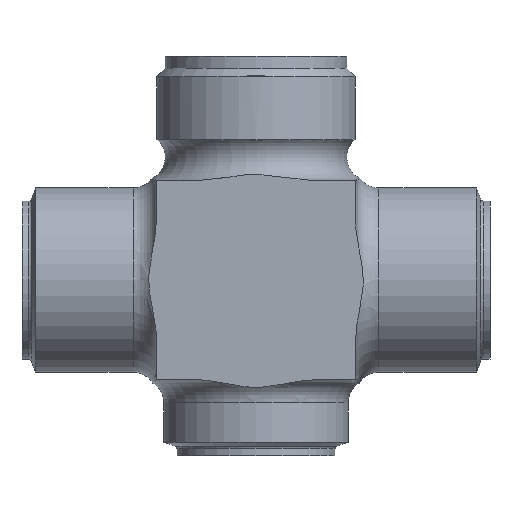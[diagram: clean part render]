
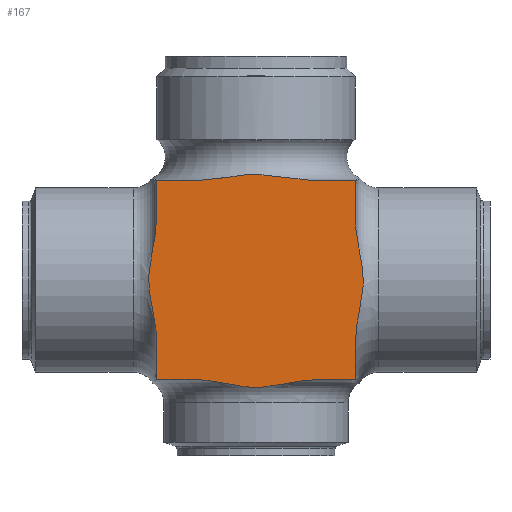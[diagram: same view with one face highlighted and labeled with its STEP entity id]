
A CAD part, front view. The second image highlights one B-rep face of the part: STEP entity #167.
In plain terms, the highlighted planar face has unit normal (0, -1, 0).
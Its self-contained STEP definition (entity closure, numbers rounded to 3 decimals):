
#46=PLANE('',#941);
#167=ADVANCED_FACE('',(#244),#46,.F.);
#244=FACE_OUTER_BOUND('',#276,.T.);
#276=EDGE_LOOP('',(#478,#479,#480,#481,#482,#483,#484,#485,#486,#487,#488,
#489));
#430=B_SPLINE_CURVE_WITH_KNOTS('',3,(#1447,#1448,#1449,#1450,#1451,#1452),
 .UNSPECIFIED.,.F.,.F.,(4,2,4),(0.,0.5,1.),.UNSPECIFIED.);
#436=B_SPLINE_CURVE_WITH_KNOTS('',3,(#1518,#1519,#1520,#1521,#1522,#1523,
#1524,#1525,#1526,#1527),.UNSPECIFIED.,.F.,.F.,(4,2,2,2,4),(0.,0.25,0.5,
0.75,1.),.UNSPECIFIED.);
#437=B_SPLINE_CURVE_WITH_KNOTS('',3,(#1533,#1534,#1535,#1536,#1537,#1538,
#1539,#1540,#1541,#1542),.UNSPECIFIED.,.F.,.F.,(4,2,2,2,4),(0.,0.25,0.5,
0.75,1.),.UNSPECIFIED.);
#438=B_SPLINE_CURVE_WITH_KNOTS('',3,(#1548,#1549,#1550,#1551,#1552,#1553,
#1554,#1555,#1556,#1557),.UNSPECIFIED.,.F.,.F.,(4,2,2,2,4),(0.,0.25,0.5,
0.75,1.),.UNSPECIFIED.);
#478=ORIENTED_EDGE('',*,*,#776,.F.);
#479=ORIENTED_EDGE('',*,*,#777,.F.);
#480=ORIENTED_EDGE('',*,*,#778,.F.);
#481=ORIENTED_EDGE('',*,*,#779,.F.);
#482=ORIENTED_EDGE('',*,*,#780,.T.);
#483=ORIENTED_EDGE('',*,*,#781,.T.);
#484=ORIENTED_EDGE('',*,*,#782,.T.);
#485=ORIENTED_EDGE('',*,*,#783,.F.);
#486=ORIENTED_EDGE('',*,*,#784,.F.);
#487=ORIENTED_EDGE('',*,*,#785,.F.);
#488=ORIENTED_EDGE('',*,*,#786,.F.);
#489=ORIENTED_EDGE('',*,*,#762,.F.);
#678=VERTEX_POINT('',#1453);
#679=VERTEX_POINT('',#1454);
#690=VERTEX_POINT('',#1515);
#691=VERTEX_POINT('',#1517);
#692=VERTEX_POINT('',#1528);
#693=VERTEX_POINT('',#1530);
#694=VERTEX_POINT('',#1532);
#695=VERTEX_POINT('',#1543);
#696=VERTEX_POINT('',#1545);
#697=VERTEX_POINT('',#1547);
#698=VERTEX_POINT('',#1558);
#699=VERTEX_POINT('',#1560);
#762=EDGE_CURVE('',#678,#679,#430,.T.);
#776=EDGE_CURVE('',#690,#678,#866,.T.);
#777=EDGE_CURVE('',#691,#690,#867,.T.);
#778=EDGE_CURVE('',#692,#691,#436,.T.);
#779=EDGE_CURVE('',#693,#692,#868,.T.);
#780=EDGE_CURVE('',#693,#694,#869,.T.);
#781=EDGE_CURVE('',#694,#695,#437,.T.);
#782=EDGE_CURVE('',#695,#696,#870,.T.);
#783=EDGE_CURVE('',#697,#696,#871,.T.);
#784=EDGE_CURVE('',#698,#697,#438,.T.);
#785=EDGE_CURVE('',#699,#698,#872,.T.);
#786=EDGE_CURVE('',#679,#699,#873,.T.);
#866=LINE('',#1514,#896);
#867=LINE('',#1516,#897);
#868=LINE('',#1529,#898);
#869=LINE('',#1531,#899);
#870=LINE('',#1544,#900);
#871=LINE('',#1546,#901);
#872=LINE('',#1559,#902);
#873=LINE('',#1561,#903);
#896=VECTOR('',#1086,1.);
#897=VECTOR('',#1087,1.);
#898=VECTOR('',#1088,1.);
#899=VECTOR('',#1089,1.);
#900=VECTOR('',#1090,1.);
#901=VECTOR('',#1091,1.);
#902=VECTOR('',#1092,1.);
#903=VECTOR('',#1093,1.);
#941=AXIS2_PLACEMENT_3D('',#1562,#1094,#1095);
#1086=DIRECTION('',(1.,0.,0.));
#1087=DIRECTION('',(0.,0.,1.));
#1088=DIRECTION('',(0.,0.,1.));
#1089=DIRECTION('',(1.,0.,0.));
#1090=DIRECTION('',(1.,0.,0.));
#1091=DIRECTION('',(0.,0.,-1.));
#1092=DIRECTION('',(0.,0.,-1.));
#1093=DIRECTION('',(1.,0.,0.));
#1094=DIRECTION('',(0.,1.,0.));
#1095=DIRECTION('',(0.,0.,1.));
#1447=CARTESIAN_POINT('',(-19.969,-33.5,34.));
#1448=CARTESIAN_POINT('',(-13.269,-33.5,34.));
#1449=CARTESIAN_POINT('',(-6.633,-33.5,36.207));
#1450=CARTESIAN_POINT('',(6.808,-33.5,36.174));
#1451=CARTESIAN_POINT('',(13.307,-33.5,34.));
#1452=CARTESIAN_POINT('',(19.969,-33.5,34.));
#1453=CARTESIAN_POINT('',(-19.969,-33.5,34.));
#1454=CARTESIAN_POINT('',(19.969,-33.5,34.));
#1514=CARTESIAN_POINT('',(0.,-33.5,34.));
#1515=CARTESIAN_POINT('',(-34.,-33.5,34.));
#1516=CARTESIAN_POINT('',(-34.,-33.5,0.));
#1517=CARTESIAN_POINT('',(-34.,-33.5,20.928));
#1518=CARTESIAN_POINT('',(-34.,-33.5,-20.928));
#1519=CARTESIAN_POINT('',(-34.,-33.5,-17.389));
#1520=CARTESIAN_POINT('',(-34.651,-33.5,-13.868));
#1521=CARTESIAN_POINT('',(-36.021,-33.5,-6.905));
#1522=CARTESIAN_POINT('',(-36.725,-33.5,-3.391));
#1523=CARTESIAN_POINT('',(-36.691,-33.5,3.677));
#1524=CARTESIAN_POINT('',(-35.98,-33.5,7.109));
#1525=CARTESIAN_POINT('',(-34.63,-33.5,13.984));
#1526=CARTESIAN_POINT('',(-34.,-33.5,17.436));
#1527=CARTESIAN_POINT('',(-34.,-33.5,20.928));
#1528=CARTESIAN_POINT('',(-34.,-33.5,-20.928));
#1529=CARTESIAN_POINT('',(-34.,-33.5,0.));
#1530=CARTESIAN_POINT('',(-34.,-33.5,-34.));
#1531=CARTESIAN_POINT('',(0.,-33.5,-34.));
#1532=CARTESIAN_POINT('',(-20.928,-33.5,-34.));
#1533=CARTESIAN_POINT('',(-20.928,-33.5,-34.));
#1534=CARTESIAN_POINT('',(-17.389,-33.5,-34.));
#1535=CARTESIAN_POINT('',(-13.868,-33.5,-34.651));
#1536=CARTESIAN_POINT('',(-6.905,-33.5,-36.021));
#1537=CARTESIAN_POINT('',(-3.391,-33.5,-36.725));
#1538=CARTESIAN_POINT('',(3.677,-33.5,-36.691));
#1539=CARTESIAN_POINT('',(7.109,-33.5,-35.98));
#1540=CARTESIAN_POINT('',(13.984,-33.5,-34.63));
#1541=CARTESIAN_POINT('',(17.436,-33.5,-34.));
#1542=CARTESIAN_POINT('',(20.928,-33.5,-34.));
#1543=CARTESIAN_POINT('',(20.928,-33.5,-34.));
#1544=CARTESIAN_POINT('',(0.,-33.5,-34.));
#1545=CARTESIAN_POINT('',(34.,-33.5,-34.));
#1546=CARTESIAN_POINT('',(34.,-33.5,0.));
#1547=CARTESIAN_POINT('',(34.,-33.5,-20.928));
#1548=CARTESIAN_POINT('',(34.,-33.5,20.928));
#1549=CARTESIAN_POINT('',(34.,-33.5,17.389));
#1550=CARTESIAN_POINT('',(34.651,-33.5,13.868));
#1551=CARTESIAN_POINT('',(36.021,-33.5,6.905));
#1552=CARTESIAN_POINT('',(36.725,-33.5,3.391));
#1553=CARTESIAN_POINT('',(36.691,-33.5,-3.677));
#1554=CARTESIAN_POINT('',(35.98,-33.5,-7.109));
#1555=CARTESIAN_POINT('',(34.63,-33.5,-13.984));
#1556=CARTESIAN_POINT('',(34.,-33.5,-17.436));
#1557=CARTESIAN_POINT('',(34.,-33.5,-20.928));
#1558=CARTESIAN_POINT('',(34.,-33.5,20.928));
#1559=CARTESIAN_POINT('',(34.,-33.5,0.));
#1560=CARTESIAN_POINT('',(34.,-33.5,34.));
#1561=CARTESIAN_POINT('',(0.,-33.5,34.));
#1562=CARTESIAN_POINT('',(0.,-33.5,0.));
